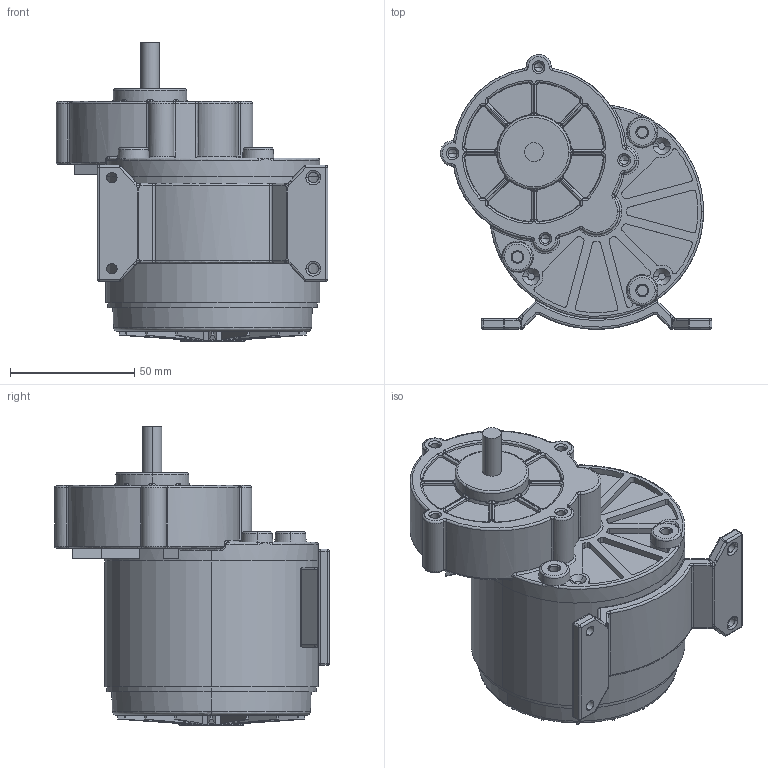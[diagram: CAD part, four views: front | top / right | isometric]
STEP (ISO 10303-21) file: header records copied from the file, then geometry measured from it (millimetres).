
FILE_DESCRIPTION(('FreeCAD Model'),'2;1');
FILE_NAME('Open CASCADE Shape Model','2025-05-02T20:39:23',('FreeCAD'),( 'FreeCAD'),'Open CASCADE STEP processor 7.6','FreeCAD','Unknown');
FILE_SCHEMA(('AUTOMOTIVE_DESIGN { 1 0 10303 214 1 1 1 1 }'));
Length unit declared in the file: millimetre
Products named in the file (1): Open CASCADE STEP translator 7.6 1
Bounding box: 109.25 x 110.3 x 119.98 mm (x, y, z)
Volume: 510762.3 mm3; surface area: 76464.2 mm2
Topology: 4 solids, 4 shells, 640 faces, 1624 edges, 978 vertices
Faces by surface type: bspline 640
Entity records: 26020 total; most frequent: CARTESIAN_POINT 17171, ORIENTED_EDGE 3194, EDGE_CURVE 1597, VERTEX_POINT 978, B_SPLINE_CURVE_WITH_KNOTS 894, FACE_BOUND 667, EDGE_LOOP 667, ADVANCED_FACE 640
